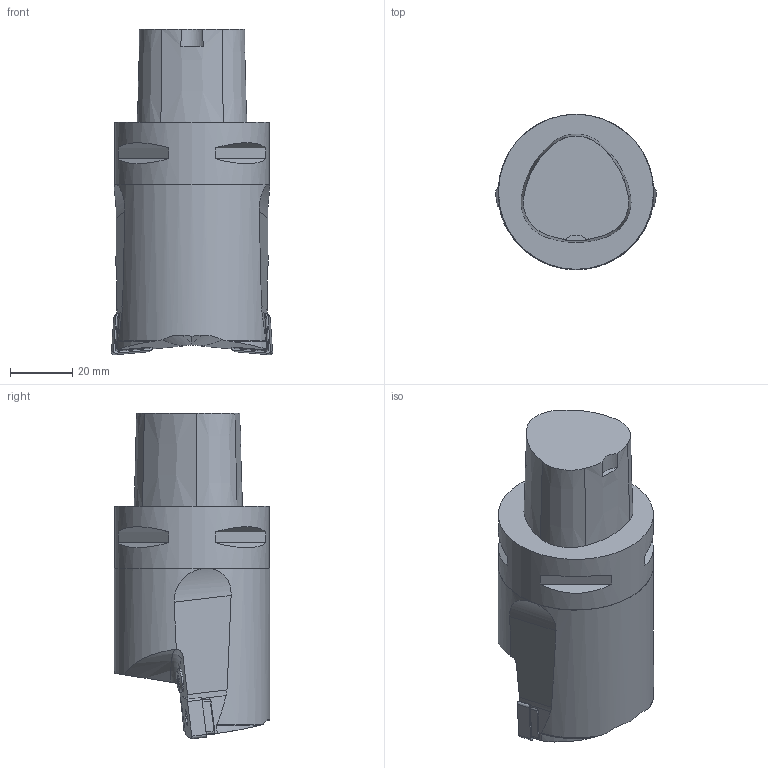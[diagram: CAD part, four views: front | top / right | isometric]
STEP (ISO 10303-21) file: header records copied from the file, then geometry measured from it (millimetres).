
FILE_DESCRIPTION(/* description */ (''),/* implementation_level */ '2;1');
FILE_NAME(/* name */ '1526041244779.stp',/* time_stamp */ '2018-05-11T14:20:57+02:00',/* author */ (''),/* organization */ ('SMS'),/* preprocessor_version */ 'ST-DEVELOPER v15',/* originating_system */ 'SIEMENS PLM Software NX 8.5',/* authorisation */ '');
FILE_SCHEMA (('AUTOMOTIVE_DESIGN { 1 0 10303 214 3 1 1 1 }'));
Length unit declared in the file: millimetre
Products named in the file (4): ASSEMBLY_CONSTRUCTION; IsoTurningInsert; 201649306mod000_00; 201649305mod000_00
Assembly tree (4 placements, depth 2):
  201649305mod000_00
    201649306mod000_00
    IsoTurningInsert  x2
    ASSEMBLY_CONSTRUCTION
Bounding box: 52 x 50.1 x 105 mm (x, y, z)
Volume: 150552.1 mm3; surface area: 19354.4 mm2
Topology: 3 solids, 3 shells, 147 faces, 352 edges, 235 vertices
Faces by surface type: plane 75, cylinder 37, cone 31, torus 4
Full cylindrical faces by diameter (mm): 5.156 x3, 5.16 x1, 8 x2, 50 x1
Entity records: 4282 total; most frequent: CARTESIAN_POINT 1000, DIRECTION 671, ORIENTED_EDGE 618, EDGE_CURVE 309, AXIS2_PLACEMENT_3D 264, VERTEX_POINT 199, EDGE_LOOP 160, LINE 143
